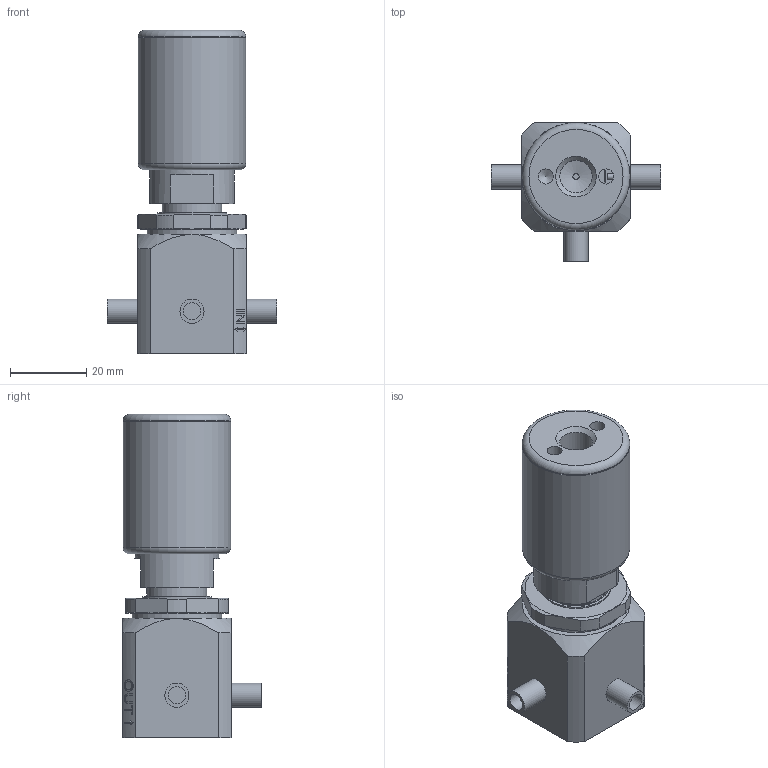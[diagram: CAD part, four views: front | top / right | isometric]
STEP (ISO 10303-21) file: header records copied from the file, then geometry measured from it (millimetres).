
FILE_DESCRIPTION(/* description */ ('930AOPLPNCSB111'),/* implementation_level */ '2;1');
FILE_NAME(/* name */ 'SD100064.stp',/* time_stamp */ '2022-03-10T12:47:32+05:00',/* author */ ('JB00826771'),/* organization */ (''),/* preprocessor_version */ 'ST-DEVELOPER v18',/* originating_system */ 'Autodesk Inventor 2020',/* authorisation */ 'AR');
FILE_SCHEMA (('AUTOMOTIVE_DESIGN { 1 0 10303 214 3 1 1 }'));
Length unit declared in the file: inch
Products named in the file (1): SD100064
Bounding box: 44.45 x 36.51 x 85.09 mm (x, y, z)
Volume: 53878.6 mm3; surface area: 12245.9 mm2
Topology: 1 solids, 1 shells, 190 faces, 509 edges, 349 vertices
Faces by surface type: plane 123, cylinder 41, cone 20, bspline 4, torus 2
Full cylindrical faces by diameter (mm): 0.787 x2, 1.194 x1, 1.575 x1, 1.613 x1, 3.962 x6, 4.572 x3, 6.35 x3, 8.484 x1, 15.748 x2, 16.129 x1, 18.288 x1, 22.225 x1, 23.571 x1, 24.155 x1, 28.321 x1
Entity records: 6534 total; most frequent: CARTESIAN_POINT 1477, ORIENTED_EDGE 1006, DIRECTION 998, EDGE_CURVE 503, VERTEX_POINT 349, AXIS2_PLACEMENT_3D 349, LINE 300, VECTOR 300
